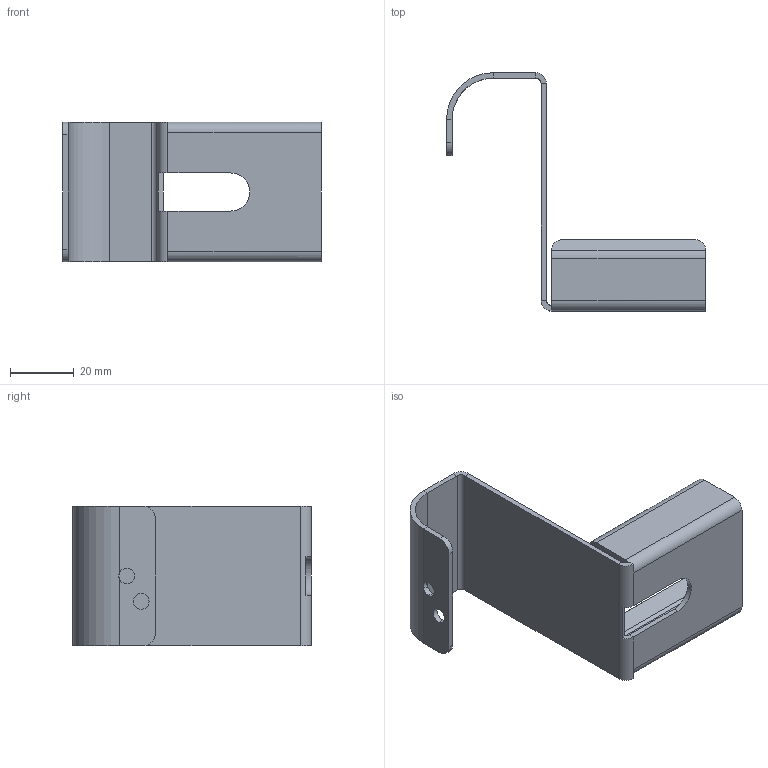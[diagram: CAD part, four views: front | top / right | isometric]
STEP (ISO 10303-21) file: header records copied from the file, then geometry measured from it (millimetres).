
FILE_DESCRIPTION((''),'2;1');
FILE_NAME('14024','2022-09-19T11:05:39',('PredragRovcanin'),('Audax d.o.o.'),'CREO PARAMETRIC BY PTC INC, 2020281','CREO PARAMETRIC BY PTC INC, 2020281','');
FILE_SCHEMA(('AUTOMOTIVE_DESIGN { 1 0 10303 214 1 1 1 1 }'));
Length unit declared in the file: millimetre
Products named in the file (1): 14024
Bounding box: 81.4 x 75 x 44 mm (x, y, z)
Volume: 15555.3 mm3; surface area: 19360.8 mm2
Topology: 1 solids, 1 shells, 84 faces, 199 edges, 135 vertices
Faces by surface type: plane 57, cylinder 26, bspline 1
Entity records: 3745 total; most frequent: CARTESIAN_POINT 458, DIRECTION 425, ORIENTED_EDGE 388, COLOUR_RGB 320, PRESENTATION_STYLE_ASSIGNMENT 199, STYLED_ITEM 199, CURVE_STYLE 198, EDGE_CURVE 194
